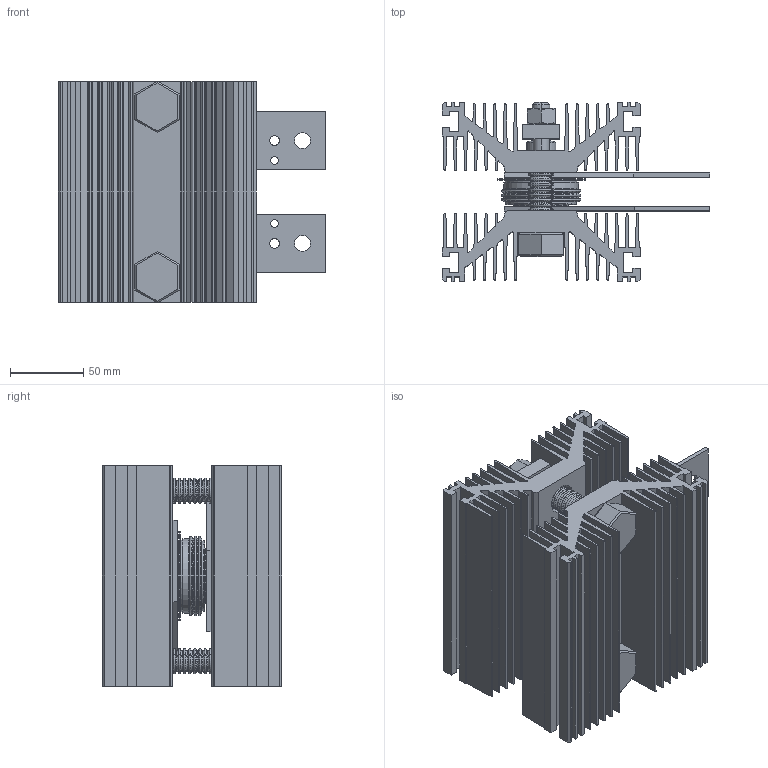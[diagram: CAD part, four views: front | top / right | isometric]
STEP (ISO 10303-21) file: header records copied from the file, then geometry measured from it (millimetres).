
FILE_DESCRIPTION (( 'STEP AP214' ), '1' );
FILE_NAME ('O143-PD42.STEP', '2021-04-19T10:57:54', ( '' ), ( '' ), 'SwSTEP 2.0', 'SolidWorks 2018', '' );
FILE_SCHEMA (( 'AUTOMOTIVE_DESIGN' ));
Length unit declared in the file: millimetre
Products named in the file (1): O143-PD42
Bounding box: 182.5 x 122 x 151 mm (x, y, z)
Volume: 948987.9 mm3; surface area: 511344 mm2
Topology: 25 solids, 25 shells, 1065 faces, 2560 edges, 1558 vertices
Faces by surface type: plane 397, cylinder 264, cone 202, torus 200, sphere 2
Entity records: 43037 total; most frequent: DIRECTION 5766, CARTESIAN_POINT 5458, ORIENTED_EDGE 5100, EDGE_CURVE 2550, AXIS2_PLACEMENT_3D 2186, VERTEX_POINT 1558, LINE 1394, VECTOR 1394
